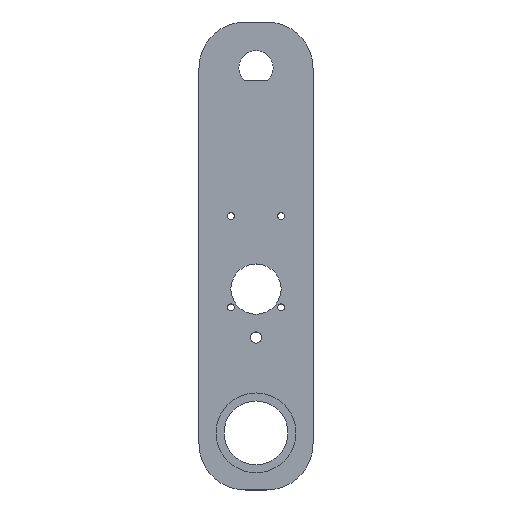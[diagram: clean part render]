
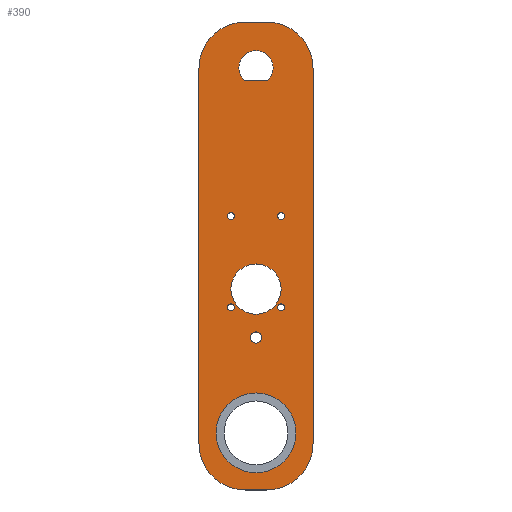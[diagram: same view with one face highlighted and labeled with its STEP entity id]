
A CAD part, top view. The second image highlights one B-rep face of the part: STEP entity #390.
In plain terms, the highlighted planar face has unit normal (0, 0, 1).
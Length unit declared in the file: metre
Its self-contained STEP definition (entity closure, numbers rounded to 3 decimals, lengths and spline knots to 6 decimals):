
#21=CIRCLE('',#410,0.020279);
#23=CIRCLE('',#414,0.020279);
#25=CIRCLE('',#418,0.020279);
#26=CIRCLE('',#422,0.011);
#29=CIRCLE('',#426,0.0175);
#30=CIRCLE('',#428,0.0025);
#32=CIRCLE('',#431,0.0015);
#34=CIRCLE('',#434,0.0015);
#36=CIRCLE('',#437,0.0015);
#38=CIRCLE('',#440,0.0015);
#41=CIRCLE('',#444,0.0075);
#43=CIRCLE('',#447,0.020279);
#113=ORIENTED_EDGE('',*,*,#175,.T.);
#114=ORIENTED_EDGE('',*,*,#192,.F.);
#115=ORIENTED_EDGE('',*,*,#189,.T.);
#116=ORIENTED_EDGE('',*,*,#187,.T.);
#117=ORIENTED_EDGE('',*,*,#185,.F.);
#118=ORIENTED_EDGE('',*,*,#183,.F.);
#119=ORIENTED_EDGE('',*,*,#181,.F.);
#120=ORIENTED_EDGE('',*,*,#180,.F.);
#121=ORIENTED_EDGE('',*,*,#177,.F.);
#122=ORIENTED_EDGE('',*,*,#153,.T.);
#123=ORIENTED_EDGE('',*,*,#157,.T.);
#124=ORIENTED_EDGE('',*,*,#160,.T.);
#125=ORIENTED_EDGE('',*,*,#163,.T.);
#126=ORIENTED_EDGE('',*,*,#166,.F.);
#127=ORIENTED_EDGE('',*,*,#169,.T.);
#128=ORIENTED_EDGE('',*,*,#172,.F.);
#129=ORIENTED_EDGE('',*,*,#194,.T.);
#153=EDGE_CURVE('',#200,#199,#235,.T.);
#157=EDGE_CURVE('',#199,#202,#21,.T.);
#160=EDGE_CURVE('',#202,#204,#240,.T.);
#163=EDGE_CURVE('',#204,#206,#23,.T.);
#166=EDGE_CURVE('',#208,#206,#244,.T.);
#169=EDGE_CURVE('',#208,#210,#25,.T.);
#172=EDGE_CURVE('',#212,#210,#248,.T.);
#175=EDGE_CURVE('',#216,#215,#251,.T.);
#177=EDGE_CURVE('',#217,#217,#26,.T.);
#180=EDGE_CURVE('',#220,#220,#29,.T.);
#181=EDGE_CURVE('',#221,#221,#30,.T.);
#183=EDGE_CURVE('',#223,#223,#32,.T.);
#185=EDGE_CURVE('',#225,#225,#34,.T.);
#187=EDGE_CURVE('',#227,#227,#36,.T.);
#189=EDGE_CURVE('',#229,#229,#38,.T.);
#192=EDGE_CURVE('',#216,#215,#41,.T.);
#194=EDGE_CURVE('',#212,#200,#43,.T.);
#199=VERTEX_POINT('',#576);
#200=VERTEX_POINT('',#578);
#202=VERTEX_POINT('',#584);
#204=VERTEX_POINT('',#590);
#206=VERTEX_POINT('',#596);
#208=VERTEX_POINT('',#602);
#210=VERTEX_POINT('',#608);
#212=VERTEX_POINT('',#614);
#215=VERTEX_POINT('',#621);
#216=VERTEX_POINT('',#623);
#217=VERTEX_POINT('',#627);
#220=VERTEX_POINT('',#634);
#221=VERTEX_POINT('',#637);
#223=VERTEX_POINT('',#642);
#225=VERTEX_POINT('',#647);
#227=VERTEX_POINT('',#652);
#229=VERTEX_POINT('',#657);
#235=LINE('',#577,#255);
#240=LINE('',#591,#260);
#244=LINE('',#603,#264);
#248=LINE('',#615,#268);
#251=LINE('',#622,#271);
#255=VECTOR('',#460,1.);
#260=VECTOR('',#473,1.);
#264=VECTOR('',#485,1.);
#268=VECTOR('',#497,1.);
#271=VECTOR('',#502,1.);
#297=EDGE_LOOP('',(#113,#114));
#298=EDGE_LOOP('',(#115));
#299=EDGE_LOOP('',(#116));
#300=EDGE_LOOP('',(#117));
#301=EDGE_LOOP('',(#118));
#302=EDGE_LOOP('',(#119));
#303=EDGE_LOOP('',(#120));
#304=EDGE_LOOP('',(#121));
#305=EDGE_LOOP('',(#122,#123,#124,#125,#126,#127,#128,#129));
#343=FACE_BOUND('',#297,.T.);
#344=FACE_BOUND('',#298,.T.);
#345=FACE_BOUND('',#299,.T.);
#346=FACE_BOUND('',#300,.T.);
#347=FACE_BOUND('',#301,.T.);
#348=FACE_BOUND('',#302,.T.);
#349=FACE_BOUND('',#303,.T.);
#350=FACE_BOUND('',#304,.T.);
#351=FACE_BOUND('',#305,.T.);
#370=PLANE('',#448);
#390=ADVANCED_FACE('',(#343,#344,#345,#346,#347,#348,#349,#350,#351),#370,
 .T.);
#410=AXIS2_PLACEMENT_3D('',#585,#467,#468);
#414=AXIS2_PLACEMENT_3D('',#597,#479,#480);
#418=AXIS2_PLACEMENT_3D('',#609,#491,#492);
#422=AXIS2_PLACEMENT_3D('',#626,#506,#507);
#426=AXIS2_PLACEMENT_3D('',#633,#514,#515);
#428=AXIS2_PLACEMENT_3D('',#636,#518,#519);
#431=AXIS2_PLACEMENT_3D('',#641,#524,#525);
#434=AXIS2_PLACEMENT_3D('',#646,#530,#531);
#437=AXIS2_PLACEMENT_3D('',#651,#536,#537);
#440=AXIS2_PLACEMENT_3D('',#656,#542,#543);
#444=AXIS2_PLACEMENT_3D('',#662,#550,#551);
#447=AXIS2_PLACEMENT_3D('',#665,#556,#557);
#448=AXIS2_PLACEMENT_3D('',#666,#558,#559);
#460=DIRECTION('',(0.,1.,0.));
#467=DIRECTION('',(0.,0.,1.));
#468=DIRECTION('',(1.,0.,0.));
#473=DIRECTION('',(-1.,0.,0.));
#479=DIRECTION('',(0.,0.,1.));
#480=DIRECTION('',(1.,0.,0.));
#485=DIRECTION('',(0.,1.,0.));
#491=DIRECTION('',(0.,0.,1.));
#492=DIRECTION('',(1.,0.,0.));
#497=DIRECTION('',(-1.,0.,0.));
#502=DIRECTION('',(-1.,0.,0.));
#506=DIRECTION('',(0.,0.,1.));
#507=DIRECTION('',(1.,0.,0.));
#514=DIRECTION('',(0.,0.,1.));
#515=DIRECTION('',(1.,0.,0.));
#518=DIRECTION('',(0.,0.,1.));
#519=DIRECTION('',(1.,0.,0.));
#524=DIRECTION('',(0.,0.,1.));
#525=DIRECTION('',(1.,0.,0.));
#530=DIRECTION('',(0.,0.,1.));
#531=DIRECTION('',(1.,0.,0.));
#536=DIRECTION('',(0.,0.,-1.));
#537=DIRECTION('',(1.,0.,0.));
#542=DIRECTION('',(0.,0.,-1.));
#543=DIRECTION('',(1.,0.,0.));
#550=DIRECTION('',(0.,0.,1.));
#551=DIRECTION('',(1.,0.,0.));
#556=DIRECTION('',(0.,0.,1.));
#557=DIRECTION('',(1.,0.,0.));
#558=DIRECTION('',(0.,0.,1.));
#559=DIRECTION('',(1.,0.,0.));
#576=CARTESIAN_POINT('',(0.025,0.082221,0.064));
#577=CARTESIAN_POINT('',(0.025,0.,0.064));
#578=CARTESIAN_POINT('',(0.025,-0.082221,0.064));
#584=CARTESIAN_POINT('',(0.004721,0.1025,0.064));
#585=CARTESIAN_POINT('',(0.004721,0.082221,0.064));
#590=CARTESIAN_POINT('',(-0.004721,0.1025,0.064));
#591=CARTESIAN_POINT('',(0.,0.1025,0.064));
#596=CARTESIAN_POINT('',(-0.025,0.082221,0.064));
#597=CARTESIAN_POINT('',(-0.004721,0.082221,0.064));
#602=CARTESIAN_POINT('',(-0.025,-0.082221,0.064));
#603=CARTESIAN_POINT('',(-0.025,0.,0.064));
#608=CARTESIAN_POINT('',(-0.004721,-0.1025,0.064));
#609=CARTESIAN_POINT('',(-0.004721,-0.082221,0.064));
#614=CARTESIAN_POINT('',(0.004721,-0.1025,0.064));
#615=CARTESIAN_POINT('',(0.,-0.1025,0.064));
#621=CARTESIAN_POINT('',(-0.005099,0.077,0.064));
#622=CARTESIAN_POINT('',(0.,0.077,0.064));
#623=CARTESIAN_POINT('',(0.005099,0.077,0.064));
#626=CARTESIAN_POINT('',(0.,-0.0145,0.064));
#627=CARTESIAN_POINT('',(0.011,-0.0145,0.064));
#633=CARTESIAN_POINT('',(0.,-0.0775,0.064));
#634=CARTESIAN_POINT('',(0.0175,-0.0775,0.064));
#636=CARTESIAN_POINT('',(0.,-0.03575,0.064));
#637=CARTESIAN_POINT('',(0.0025,-0.03575,0.064));
#641=CARTESIAN_POINT('',(0.011,-0.0225,0.064));
#642=CARTESIAN_POINT('',(0.0125,-0.0225,0.064));
#646=CARTESIAN_POINT('',(0.011,0.0175,0.064));
#647=CARTESIAN_POINT('',(0.0125,0.0175,0.064));
#651=CARTESIAN_POINT('',(-0.011,0.0175,0.064));
#652=CARTESIAN_POINT('',(-0.0095,0.0175,0.064));
#656=CARTESIAN_POINT('',(-0.011,-0.0225,0.064));
#657=CARTESIAN_POINT('',(-0.0095,-0.0225,0.064));
#662=CARTESIAN_POINT('',(0.,0.0825,0.064));
#665=CARTESIAN_POINT('',(0.004721,-0.082221,0.064));
#666=CARTESIAN_POINT('',(0.,0.,0.064));
